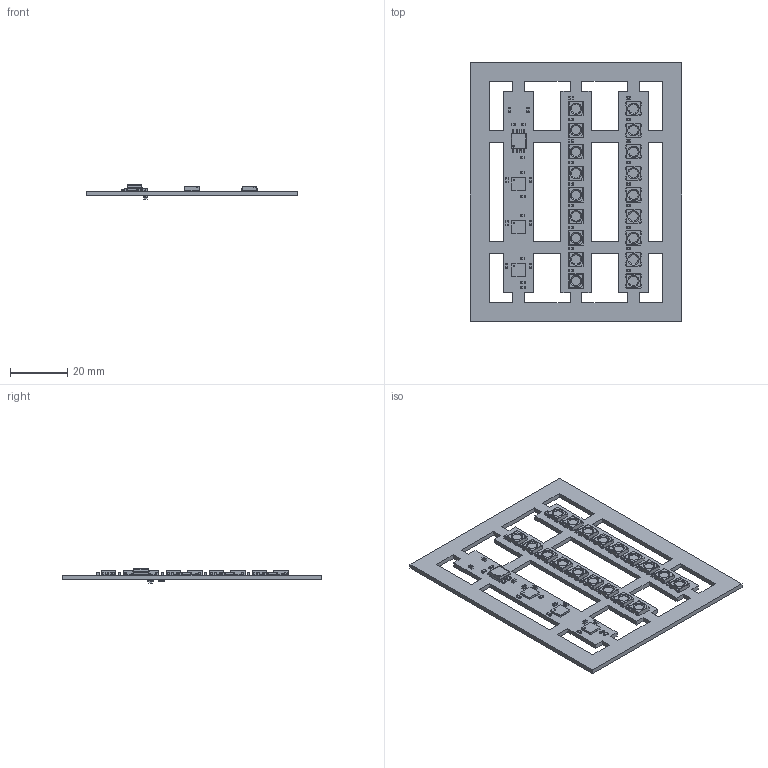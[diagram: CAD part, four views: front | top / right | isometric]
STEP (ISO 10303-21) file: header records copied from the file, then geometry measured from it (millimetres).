
FILE_DESCRIPTION(('KiCad electronic assembly'),'2;1');
FILE_NAME('Side Unit.step','2023-01-15T17:50:37',('Pcbnew'),('Kicad'), 'Open CASCADE STEP processor 7.6','KiCad to STEP converter','Unknown' );
FILE_SCHEMA(('AUTOMOTIVE_DESIGN { 1 0 10303 214 1 1 1 1 }'));
Length unit declared in the file: millimetre
Products named in the file (16): Side Unit 1; C_0603_1608Metric; SOLID; AMS_LGA-20_4.7x4.5mm_P0.65mm; LED_WS2812B_PLCC4_5.0x5.0mm_P3.2mm; AT25SF041B-SHB-T; COMPOUND; R_0603_1608Metric; LED_0805_2012Metric; R_0805_2012Metric; _autosave-Side Unit PCB
Assembly tree (67 placements, depth 3):
  Side Unit 1
    C_0603_1608Metric  x27
      SOLID
    AMS_LGA-20_4.7x4.5mm_P0.65mm  x3
      SOLID
    LED_WS2812B_PLCC4_5.0x5.0mm_P3.2mm  x18
      SOLID
    AT25SF041B-SHB-T
      COMPOUND
    R_0603_1608Metric  x8
      SOLID
    LED_0805_2012Metric
      SOLID
    R_0805_2012Metric
      SOLID
    _autosave-Side Unit PCB
Bounding box: 73.5 x 90 x 4.96 mm (x, y, z)
Volume: 7914.6 mm3; surface area: 12914.5 mm2
Topology: 68 solids, 68 shells, 2794 faces, 7611 edges, 5018 vertices
Faces by surface type: bspline 2716, plane 78
Entity records: 32859 total; most frequent: CARTESIAN_POINT 11096, B_SPLINE_CURVE_WITH_KNOTS 2994, ORIENTED_EDGE 2672, PCURVE 2672, DEFINITIONAL_REPRESENTATION 2672, EDGE_CURVE 1336, SURFACE_CURVE 1332, DIRECTION 976
